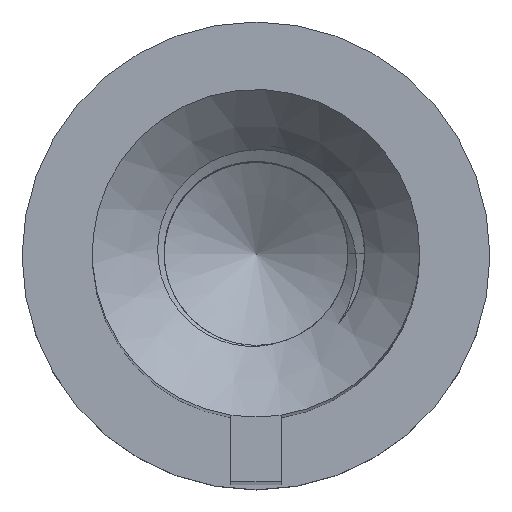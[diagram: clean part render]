
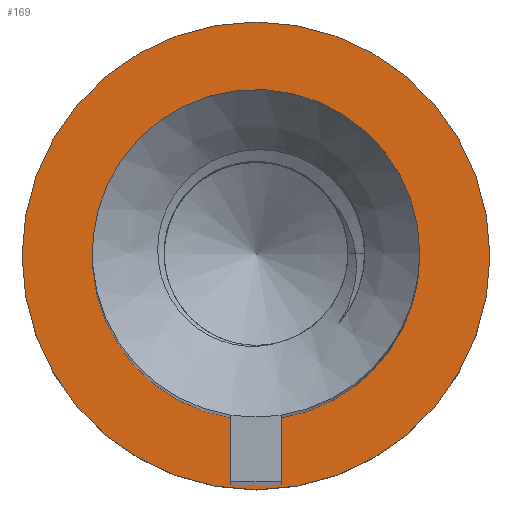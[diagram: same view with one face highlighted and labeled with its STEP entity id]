
A CAD part, top view. The second image highlights one B-rep face of the part: STEP entity #169.
In plain terms, the highlighted planar face has unit normal (0, 0, 1).
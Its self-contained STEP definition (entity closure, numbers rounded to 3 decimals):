
#137 = VERTEX_POINT('',#138);
#138 = CARTESIAN_POINT('',(7.,0.,3.));
#144 = EDGE_CURVE('',#137,#137,#145,.T.);
#145 = CIRCLE('',#146,7.);
#146 = AXIS2_PLACEMENT_3D('',#147,#148,#149);
#147 = CARTESIAN_POINT('',(0.,0.,3.));
#148 = DIRECTION('',(0.,0.,-1.));
#149 = DIRECTION('',(1.,0.,0.));
#169 = ADVANCED_FACE('',(#170,#173),#217,.T.);
#170 = FACE_BOUND('',#171,.T.);
#171 = EDGE_LOOP('',(#172));
#172 = ORIENTED_EDGE('',*,*,#144,.F.);
#173 = FACE_BOUND('',#174,.T.);
#174 = EDGE_LOOP('',(#175,#185,#194,#203,#211));
#175 = ORIENTED_EDGE('',*,*,#176,.T.);
#176 = EDGE_CURVE('',#177,#179,#181,.T.);
#177 = VERTEX_POINT('',#178);
#178 = CARTESIAN_POINT('',(-0.75,-6.842,3.));
#179 = VERTEX_POINT('',#180);
#180 = CARTESIAN_POINT('',(-0.75,-4.842,3.));
#181 = LINE('',#182,#183);
#182 = CARTESIAN_POINT('',(-0.75,-3.421,3.));
#183 = VECTOR('',#184,1.);
#184 = DIRECTION('',(0.,1.,0.));
#185 = ORIENTED_EDGE('',*,*,#186,.T.);
#186 = EDGE_CURVE('',#179,#187,#189,.T.);
#187 = VERTEX_POINT('',#188);
#188 = CARTESIAN_POINT('',(4.9,0.,3.));
#189 = CIRCLE('',#190,4.9);
#190 = AXIS2_PLACEMENT_3D('',#191,#192,#193);
#191 = CARTESIAN_POINT('',(0.,0.,3.));
#192 = DIRECTION('',(0.,0.,-1.));
#193 = DIRECTION('',(1.,0.,0.));
#194 = ORIENTED_EDGE('',*,*,#195,.T.);
#195 = EDGE_CURVE('',#187,#196,#198,.T.);
#196 = VERTEX_POINT('',#197);
#197 = CARTESIAN_POINT('',(0.75,-4.842,3.));
#198 = CIRCLE('',#199,4.9);
#199 = AXIS2_PLACEMENT_3D('',#200,#201,#202);
#200 = CARTESIAN_POINT('',(0.,0.,3.));
#201 = DIRECTION('',(0.,0.,-1.));
#202 = DIRECTION('',(1.,0.,0.));
#203 = ORIENTED_EDGE('',*,*,#204,.T.);
#204 = EDGE_CURVE('',#196,#205,#207,.T.);
#205 = VERTEX_POINT('',#206);
#206 = CARTESIAN_POINT('',(0.75,-6.842,3.));
#207 = LINE('',#208,#209);
#208 = CARTESIAN_POINT('',(0.75,-2.421,3.));
#209 = VECTOR('',#210,1.);
#210 = DIRECTION('',(0.,-1.,0.));
#211 = ORIENTED_EDGE('',*,*,#212,.T.);
#212 = EDGE_CURVE('',#205,#177,#213,.T.);
#213 = LINE('',#214,#215);
#214 = CARTESIAN_POINT('',(0.375,-6.842,3.));
#215 = VECTOR('',#216,1.);
#216 = DIRECTION('',(-1.,0.,0.));
#217 = PLANE('',#218);
#218 = AXIS2_PLACEMENT_3D('',#219,#220,#221);
#219 = CARTESIAN_POINT('',(0.,0.,3.));
#220 = DIRECTION('',(0.,0.,1.));
#221 = DIRECTION('',(1.,0.,0.));
